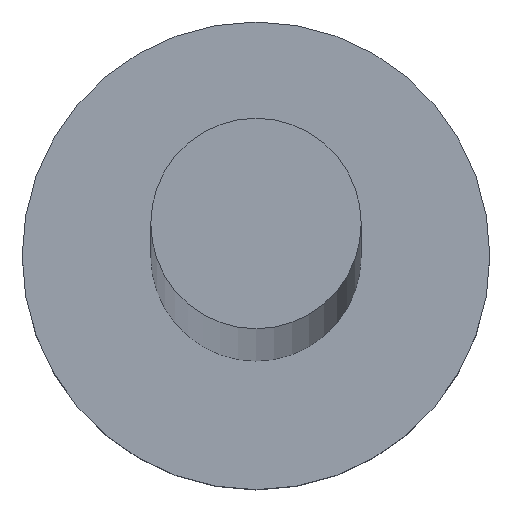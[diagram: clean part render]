
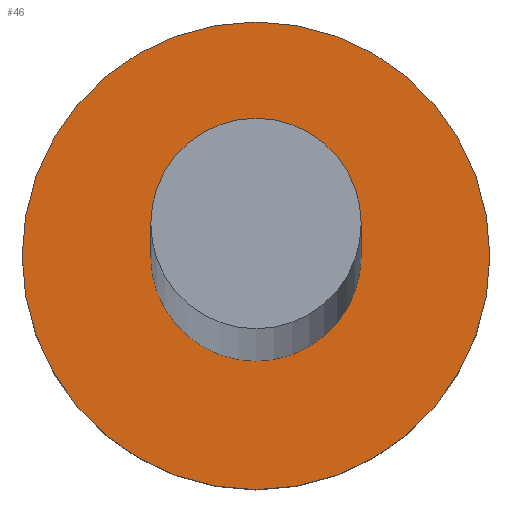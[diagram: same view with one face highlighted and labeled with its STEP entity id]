
A CAD part, top view. The second image highlights one B-rep face of the part: STEP entity #46.
In plain terms, the highlighted planar face has unit normal (0, 0, 1).
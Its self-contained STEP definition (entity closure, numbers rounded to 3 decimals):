
#4 = CARTESIAN_POINT ( 'NONE',  ( -2., 0., 1.5 ) ) ;
#6 = AXIS2_PLACEMENT_3D ( 'NONE', #244, #225, #33 ) ;
#9 = EDGE_CURVE ( 'NONE', #60, #138, #181, .T. ) ;
#14 = ORIENTED_EDGE ( 'NONE', *, *, #39, .F. ) ;
#21 = EDGE_LOOP ( 'NONE', ( #88, #231 ) ) ;
#33 = DIRECTION ( 'NONE',  ( 1., 0., 0. ) ) ;
#39 = EDGE_CURVE ( 'NONE', #155, #56, #93, .T. ) ;
#42 = AXIS2_PLACEMENT_3D ( 'NONE', #66, #45, #179 ) ;
#45 = DIRECTION ( 'NONE',  ( 0., 0., 1. ) ) ;
#46 = ADVANCED_FACE ( 'NONE', ( #63, #47 ), #159, .T. ) ;
#47 = FACE_OUTER_BOUND ( 'NONE', #21, .T. ) ;
#51 = AXIS2_PLACEMENT_3D ( 'NONE', #103, #254, #139 ) ;
#56 = VERTEX_POINT ( 'NONE', #237 ) ;
#60 = VERTEX_POINT ( 'NONE', #4 ) ;
#63 = FACE_BOUND ( 'NONE', #79, .T. ) ;
#66 = CARTESIAN_POINT ( 'NONE',  ( 0., 0., 1.5 ) ) ;
#69 = DIRECTION ( 'NONE',  ( 1., 0., 0. ) ) ;
#74 = AXIS2_PLACEMENT_3D ( 'NONE', #90, #193, #69 ) ;
#79 = EDGE_LOOP ( 'NONE', ( #14, #187 ) ) ;
#80 = DIRECTION ( 'NONE',  ( 1., 0., 0. ) ) ;
#88 = ORIENTED_EDGE ( 'NONE', *, *, #9, .T. ) ;
#90 = CARTESIAN_POINT ( 'NONE',  ( 0., 0., 1.5 ) ) ;
#93 = CIRCLE ( 'NONE', #42, 0.9 ) ;
#103 = CARTESIAN_POINT ( 'NONE',  ( 0., 0., 1.5 ) ) ;
#133 = CIRCLE ( 'NONE', #74, 2. ) ;
#138 = VERTEX_POINT ( 'NONE', #220 ) ;
#139 = DIRECTION ( 'NONE',  ( 1., 0., 0. ) ) ;
#155 = VERTEX_POINT ( 'NONE', #201 ) ;
#159 = PLANE ( 'NONE',  #224 ) ;
#177 = CIRCLE ( 'NONE', #6, 0.9 ) ;
#179 = DIRECTION ( 'NONE',  ( 1., 0., 0. ) ) ;
#181 = CIRCLE ( 'NONE', #51, 2. ) ;
#187 = ORIENTED_EDGE ( 'NONE', *, *, #228, .F. ) ;
#193 = DIRECTION ( 'NONE',  ( 0., 0., 1. ) ) ;
#201 = CARTESIAN_POINT ( 'NONE',  ( -0.9, 0., 1.5 ) ) ;
#202 = DIRECTION ( 'NONE',  ( 0., 0., 1. ) ) ;
#205 = EDGE_CURVE ( 'NONE', #138, #60, #133, .T. ) ;
#217 = CARTESIAN_POINT ( 'NONE',  ( 0., 0., 1.5 ) ) ;
#220 = CARTESIAN_POINT ( 'NONE',  ( 2., 0., 1.5 ) ) ;
#224 = AXIS2_PLACEMENT_3D ( 'NONE', #217, #202, #80 ) ;
#225 = DIRECTION ( 'NONE',  ( 0., 0., 1. ) ) ;
#228 = EDGE_CURVE ( 'NONE', #56, #155, #177, .T. ) ;
#231 = ORIENTED_EDGE ( 'NONE', *, *, #205, .T. ) ;
#237 = CARTESIAN_POINT ( 'NONE',  ( 0.9, 0., 1.5 ) ) ;
#244 = CARTESIAN_POINT ( 'NONE',  ( 0., 0., 1.5 ) ) ;
#254 = DIRECTION ( 'NONE',  ( 0., 0., 1. ) ) ;
